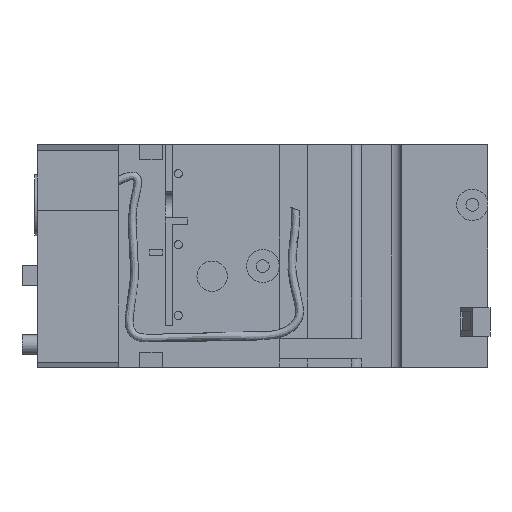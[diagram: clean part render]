
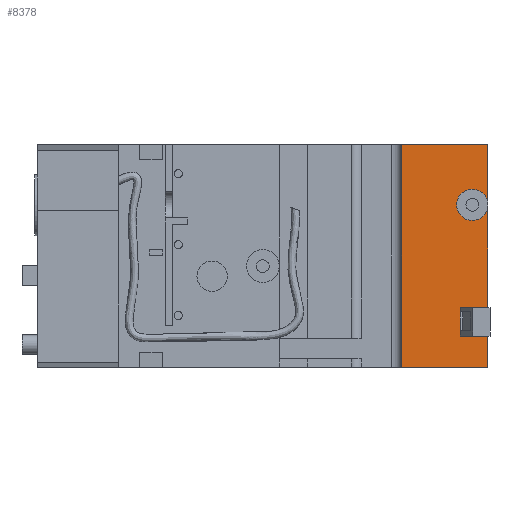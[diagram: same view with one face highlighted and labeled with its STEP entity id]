
A CAD part, front view. The second image highlights one B-rep face of the part: STEP entity #8378.
In plain terms, the highlighted planar face has unit normal (0, -1, 0).
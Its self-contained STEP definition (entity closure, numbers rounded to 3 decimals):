
#115 = EDGE_LOOP ( 'NONE', ( #12656, #24337, #3067, #3442, #4224, #18316 ) ) ;
#1019 = CARTESIAN_POINT ( 'NONE',  ( 42.5, -14.99, -15.81 ) ) ;
#1430 = CARTESIAN_POINT ( 'NONE',  ( 39.01, -14.99, -15.81 ) ) ;
#1640 = CARTESIAN_POINT ( 'NONE',  ( 27.436, -14.99, -22. ) ) ;
#2601 = VECTOR ( 'NONE', #7759, 1000. ) ;
#3028 = AXIS2_PLACEMENT_3D ( 'NONE', #1640, #7530, #18211 ) ;
#3067 = ORIENTED_EDGE ( 'NONE', *, *, #5246, .T. ) ;
#3442 = ORIENTED_EDGE ( 'NONE', *, *, #10475, .F. ) ;
#3634 = VECTOR ( 'NONE', #6219, 1000. ) ;
#4224 = ORIENTED_EDGE ( 'NONE', *, *, #11802, .T. ) ;
#4849 = CARTESIAN_POINT ( 'NONE',  ( 39.01, -14.99, -15.81 ) ) ;
#5246 = EDGE_CURVE ( 'NONE', #5928, #33794, #16686, .T. ) ;
#5515 = CARTESIAN_POINT ( 'NONE',  ( 44.5, -14.99, 10.1 ) ) ;
#5928 = VERTEX_POINT ( 'NONE', #13015 ) ;
#6219 = DIRECTION ( 'NONE',  ( 0., 0., 1. ) ) ;
#6729 = DIRECTION ( 'NONE',  ( 0., 0., 1. ) ) ;
#6962 = CARTESIAN_POINT ( 'NONE',  ( 41.4, -14.99, 10.1 ) ) ;
#7126 = ORIENTED_EDGE ( 'NONE', *, *, #34589, .F. ) ;
#7530 = DIRECTION ( 'NONE',  ( 0., -1., 0. ) ) ;
#7552 = ORIENTED_EDGE ( 'NONE', *, *, #19017, .T. ) ;
#7759 = DIRECTION ( 'NONE',  ( 0., 0., 1. ) ) ;
#8197 = VECTOR ( 'NONE', #26689, 1000. ) ;
#8378 = ADVANCED_FACE ( 'NONE', ( #35415, #16093 ), #10050, .T. ) ;
#8468 = VECTOR ( 'NONE', #29869, 1000. ) ;
#8848 = ORIENTED_EDGE ( 'NONE', *, *, #16067, .F. ) ;
#8920 = VECTOR ( 'NONE', #20438, 1000. ) ;
#9812 = CARTESIAN_POINT ( 'NONE',  ( 42.5, -14.99, -15.81 ) ) ;
#10050 = PLANE ( 'NONE',  #3028 ) ;
#10463 = CARTESIAN_POINT ( 'NONE',  ( 44.5, -14.99, 22. ) ) ;
#10475 = EDGE_CURVE ( 'NONE', #22620, #33794, #27158, .T. ) ;
#10493 = VERTEX_POINT ( 'NONE', #5515 ) ;
#10762 = DIRECTION ( 'NONE',  ( -1., 0., 0. ) ) ;
#10981 = LINE ( 'NONE', #9812, #31153 ) ;
#11002 = EDGE_LOOP ( 'NONE', ( #7552, #20752, #7126, #14359, #24190, #8848, #31279 ) ) ;
#11053 = CARTESIAN_POINT ( 'NONE',  ( 27.434, -14.99, 22. ) ) ;
#11502 = CARTESIAN_POINT ( 'NONE',  ( 44.5, -14.99, -22. ) ) ;
#11802 = EDGE_CURVE ( 'NONE', #22620, #29406, #19778, .T. ) ;
#12613 = EDGE_CURVE ( 'NONE', #16194, #34626, #31352, .T. ) ;
#12656 = ORIENTED_EDGE ( 'NONE', *, *, #13560, .F. ) ;
#13015 = CARTESIAN_POINT ( 'NONE',  ( 39.01, -14.99, -15.81 ) ) ;
#13080 = AXIS2_PLACEMENT_3D ( 'NONE', #19682, #28324, #14257 ) ;
#13201 = LINE ( 'NONE', #16383, #35104 ) ;
#13456 = CARTESIAN_POINT ( 'NONE',  ( 39.01, -14.99, -11.009 ) ) ;
#13468 = VERTEX_POINT ( 'NONE', #1019 ) ;
#13560 = EDGE_CURVE ( 'NONE', #13468, #26452, #10981, .T. ) ;
#14108 = EDGE_CURVE ( 'NONE', #5928, #13468, #18496, .T. ) ;
#14257 = DIRECTION ( 'NONE',  ( 1., 0., 0. ) ) ;
#14331 = CARTESIAN_POINT ( 'NONE',  ( 39.01, -14.99, -10.18 ) ) ;
#14359 = ORIENTED_EDGE ( 'NONE', *, *, #34163, .T. ) ;
#14789 = VECTOR ( 'NONE', #10762, 1000. ) ;
#15540 = VERTEX_POINT ( 'NONE', #20131 ) ;
#15577 = DIRECTION ( 'NONE',  ( 0., -1., 0. ) ) ;
#16067 = EDGE_CURVE ( 'NONE', #16194, #28859, #29129, .T. ) ;
#16093 = FACE_OUTER_BOUND ( 'NONE', #11002, .T. ) ;
#16194 = VERTEX_POINT ( 'NONE', #20314 ) ;
#16383 = CARTESIAN_POINT ( 'NONE',  ( 42.5, -14.99, -10.18 ) ) ;
#16546 = DIRECTION ( 'NONE',  ( 0., 0., -1. ) ) ;
#16686 = LINE ( 'NONE', #1430, #17135 ) ;
#17135 = VECTOR ( 'NONE', #6729, 1000. ) ;
#18211 = DIRECTION ( 'NONE',  ( 1., 0., 0. ) ) ;
#18316 = ORIENTED_EDGE ( 'NONE', *, *, #25827, .T. ) ;
#18496 = LINE ( 'NONE', #26576, #8197 ) ;
#18599 = VECTOR ( 'NONE', #16546, 1000. ) ;
#19017 = EDGE_CURVE ( 'NONE', #34626, #10493, #21733, .T. ) ;
#19303 = EDGE_CURVE ( 'NONE', #19609, #28859, #23863, .T. ) ;
#19601 = LINE ( 'NONE', #32609, #8468 ) ;
#19609 = VERTEX_POINT ( 'NONE', #10463 ) ;
#19682 = CARTESIAN_POINT ( 'NONE',  ( 41.4, -14.99, 10.1 ) ) ;
#19778 = LINE ( 'NONE', #4849, #2601 ) ;
#20131 = CARTESIAN_POINT ( 'NONE',  ( 38.3, -14.99, 10.1 ) ) ;
#20314 = CARTESIAN_POINT ( 'NONE',  ( 27.434, -14.99, -22. ) ) ;
#20438 = DIRECTION ( 'NONE',  ( 0., 0., 1. ) ) ;
#20658 = DIRECTION ( 'NONE',  ( 1., 0., 0. ) ) ;
#20752 = ORIENTED_EDGE ( 'NONE', *, *, #21127, .F. ) ;
#21114 = VECTOR ( 'NONE', #34026, 1000. ) ;
#21127 = EDGE_CURVE ( 'NONE', #15540, #10493, #23762, .T. ) ;
#21733 = LINE ( 'NONE', #33448, #3634 ) ;
#22620 = VERTEX_POINT ( 'NONE', #13456 ) ;
#23762 = CIRCLE ( 'NONE', #34280, 3.1 ) ;
#23863 = LINE ( 'NONE', #27674, #14789 ) ;
#23953 = CARTESIAN_POINT ( 'NONE',  ( 39.01, -14.99, -14.729 ) ) ;
#23976 = DIRECTION ( 'NONE',  ( 0., 0., 1. ) ) ;
#24190 = ORIENTED_EDGE ( 'NONE', *, *, #19303, .T. ) ;
#24337 = ORIENTED_EDGE ( 'NONE', *, *, #14108, .F. ) ;
#25827 = EDGE_CURVE ( 'NONE', #29406, #26452, #13201, .T. ) ;
#26452 = VERTEX_POINT ( 'NONE', #26653 ) ;
#26576 = CARTESIAN_POINT ( 'NONE',  ( 42.5, -14.99, -15.81 ) ) ;
#26653 = CARTESIAN_POINT ( 'NONE',  ( 42.5, -14.99, -10.18 ) ) ;
#26689 = DIRECTION ( 'NONE',  ( 1., 0., 0. ) ) ;
#27158 = LINE ( 'NONE', #30352, #18599 ) ;
#27674 = CARTESIAN_POINT ( 'NONE',  ( 27.436, -14.99, 22. ) ) ;
#28324 = DIRECTION ( 'NONE',  ( 0., -1., 0. ) ) ;
#28859 = VERTEX_POINT ( 'NONE', #11053 ) ;
#29129 = LINE ( 'NONE', #34440, #8920 ) ;
#29406 = VERTEX_POINT ( 'NONE', #14331 ) ;
#29869 = DIRECTION ( 'NONE',  ( 0., 0., 1. ) ) ;
#30307 = DIRECTION ( 'NONE',  ( 1., 0., 0. ) ) ;
#30352 = CARTESIAN_POINT ( 'NONE',  ( 39.01, -14.99, -11.009 ) ) ;
#31153 = VECTOR ( 'NONE', #23976, 1000. ) ;
#31170 = CIRCLE ( 'NONE', #13080, 3.1 ) ;
#31265 = CARTESIAN_POINT ( 'NONE',  ( 27.436, -14.99, -22. ) ) ;
#31279 = ORIENTED_EDGE ( 'NONE', *, *, #12613, .T. ) ;
#31352 = LINE ( 'NONE', #31265, #21114 ) ;
#32609 = CARTESIAN_POINT ( 'NONE',  ( 44.5, -14.99, 22. ) ) ;
#33448 = CARTESIAN_POINT ( 'NONE',  ( 44.5, -14.99, 22. ) ) ;
#33794 = VERTEX_POINT ( 'NONE', #23953 ) ;
#34026 = DIRECTION ( 'NONE',  ( 1., 0., 0. ) ) ;
#34163 = EDGE_CURVE ( 'NONE', #10493, #19609, #19601, .T. ) ;
#34280 = AXIS2_PLACEMENT_3D ( 'NONE', #6962, #15577, #20658 ) ;
#34440 = CARTESIAN_POINT ( 'NONE',  ( 27.434, -14.99, -22. ) ) ;
#34589 = EDGE_CURVE ( 'NONE', #10493, #15540, #31170, .T. ) ;
#34626 = VERTEX_POINT ( 'NONE', #11502 ) ;
#35104 = VECTOR ( 'NONE', #30307, 1000. ) ;
#35415 = FACE_BOUND ( 'NONE', #115, .T. ) ;
